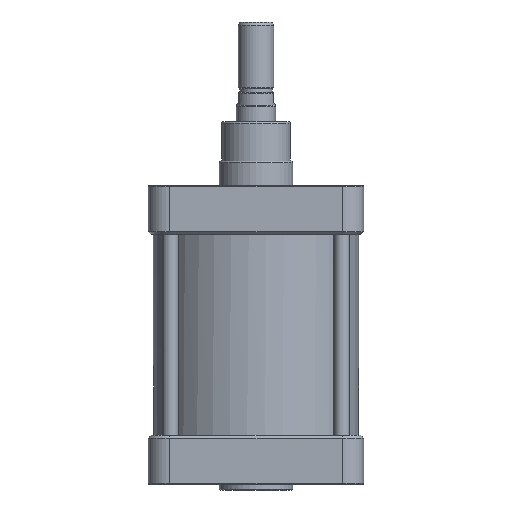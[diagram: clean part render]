
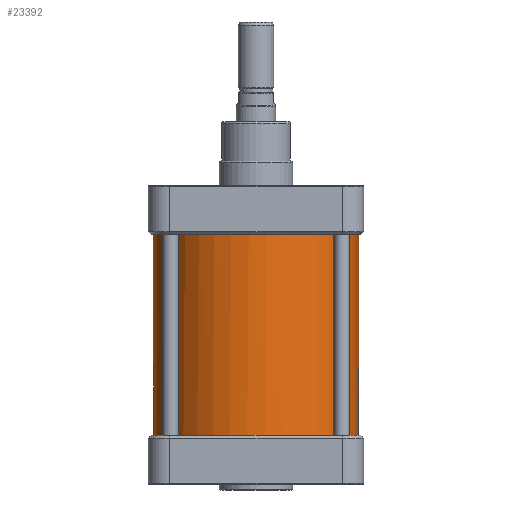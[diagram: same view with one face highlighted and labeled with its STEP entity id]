
A CAD part, left-side view. The second image highlights one B-rep face of the part: STEP entity #23392.
In plain terms, the highlighted cylindrical face has radius 105 mm (diameter 210 mm), a full revolution.
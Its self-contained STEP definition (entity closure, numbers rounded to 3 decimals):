
#9097=CARTESIAN_POINT('',(-27.0,-101.469,-102.5));
#9098=VERTEX_POINT('',#9097);
#9099=CARTESIAN_POINT('',(0.0,0.0,-102.5));
#9100=DIRECTION('',(0.0,0.0,1.0));
#9101=DIRECTION('',(-1.0,0.0,0.0));
#9102=AXIS2_PLACEMENT_3D('',#9099,#9100,#9101);
#9103=CIRCLE('',#9102,105.0);
#9104=EDGE_CURVE('',#9098,#9098,#9103,.T.);
#23373=CARTESIAN_POINT('',(0.0,0.0,0.0));
#23374=DIRECTION('',(0.0,0.0,1.0));
#23375=DIRECTION('',(-1.0,0.0,0.0));
#23376=AXIS2_PLACEMENT_3D('',#23373,#23374,#23375);
#23377=CYLINDRICAL_SURFACE('',#23376,105.0);
#23378=ORIENTED_EDGE('',*,*,#9104,.T.);
#23379=EDGE_LOOP('',(#23378));
#23380=FACE_OUTER_BOUND('',#23379,.T.);
#23381=CARTESIAN_POINT('',(33.,-99.679,102.5));
#23382=VERTEX_POINT('',#23381);
#23383=CARTESIAN_POINT('',(0.0,0.0,102.5));
#23384=DIRECTION('',(0.0,0.0,-1.0));
#23385=DIRECTION('',(-1.0,0.0,0.0));
#23386=AXIS2_PLACEMENT_3D('',#23383,#23384,#23385);
#23387=CIRCLE('',#23386,105.0);
#23388=EDGE_CURVE('',#23382,#23382,#23387,.T.);
#23389=ORIENTED_EDGE('',*,*,#23388,.T.);
#23390=EDGE_LOOP('',(#23389));
#23391=FACE_BOUND('',#23390,.T.);
#23392=ADVANCED_FACE('',(#23380,#23391),#23377,.T.);
